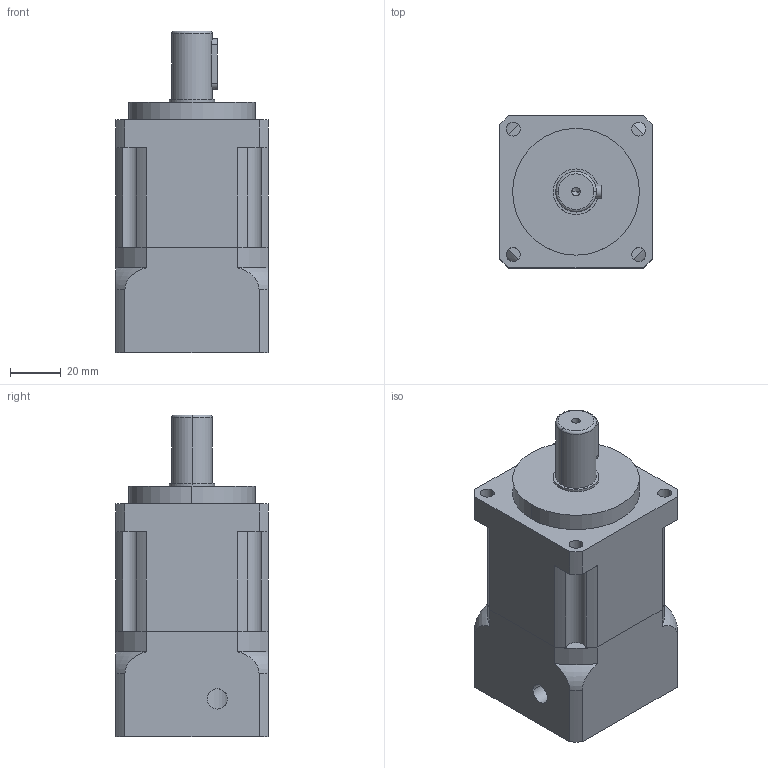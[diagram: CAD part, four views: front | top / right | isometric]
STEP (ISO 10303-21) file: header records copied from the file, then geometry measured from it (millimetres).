
FILE_DESCRIPTION (( 'STEP AP214' ), '1' );
FILE_NAME ('DS060-L1-XX-14-50-70-M5_2019.STEP', '2019-03-18T07:55:16', ( 'Y' ), ( 'NCU' ), 'SwSTEP 2.0', 'SolidWorks 2016', '' );
FILE_SCHEMA (( 'AUTOMOTIVE_DESIGN' ));
Length unit declared in the file: millimetre
Products named in the file (1): DS060-L1-XX-14-50-70-M5_2019
Bounding box: 60 x 60 x 127 mm (x, y, z)
Volume: 290781.8 mm3; surface area: 55120.6 mm2
Topology: 2 solids, 2 shells, 280 faces, 712 edges, 460 vertices
Faces by surface type: plane 126, cylinder 122, cone 26, torus 6
Entity records: 10125 total; most frequent: CARTESIAN_POINT 1995, DIRECTION 1517, ORIENTED_EDGE 1404, EDGE_CURVE 702, AXIS2_PLACEMENT_3D 554, VERTEX_POINT 460, VECTOR 409, LINE 409
